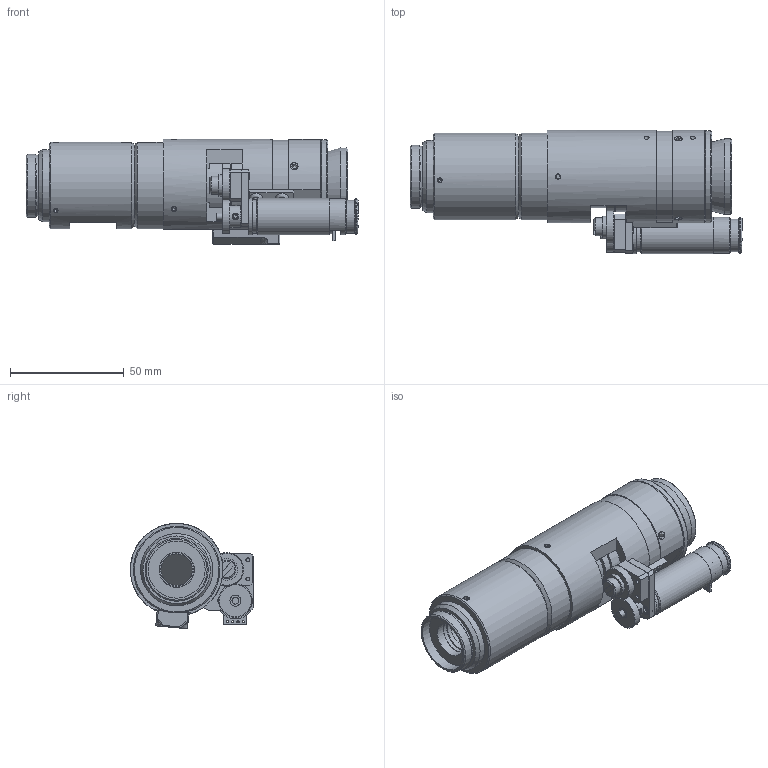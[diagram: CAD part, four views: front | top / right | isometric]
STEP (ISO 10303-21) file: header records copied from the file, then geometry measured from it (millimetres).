
FILE_DESCRIPTION((''),'2;1');
FILE_NAME('62638_0.stp','2009-01-09T13:28:01',('EVANS'),(''),'Autodesk Inventor 2009','Autodesk Inventor 2009','');
FILE_SCHEMA(('AUTOMOTIVE_DESIGN { 1 0 10303 214 1 1 1 1 }'));
Length unit declared in the file: inch
Products named in the file (40): Assembly5 (LevelofDetail1); 62638 (~1); 7036; 7015; 62327; 7449; 62514-ULTRAFFICX (~1); 60404; 62321; 62322; 62330; 62325; 60403-R; 60398; 7040; 7326; 7004; 7108; 60399-R; 60400; 7183; 62565; 60976; 62326; 62326-1; DN6848S; ECS-T1CY105R; ECJ-2VF1H104Z; 62804; 61337-R; 61337-R-1; 61337-R-2; 60754; 60756; 60126; 60755; 60753; 6296; 6297; 7001
Assembly tree (55 placements, depth 5):
  Assembly5 (LevelofDetail1)
    62638 (~1)
      7036  x2
      7015
      62327
      7449  x3
      62514-ULTRAFFICX (~1)
        60404
        62321
        62322
          62330
          62325  x2
          60403-R
        60398
        7036  x3
        7040  x4
        7326  x2
        7004
        7108  x3
        60399-R
        60400
        7183
      62565
        60976
        62326
          62326-1
          DN6848S  x2
          ECS-T1CY105R
          ECJ-2VF1H104Z
        62804
      61337-R
        61337-R-1
        61337-R-2
      60754
        60756
        60126
      60755
      60753
      6296
      6297
      7001  x3
Bounding box: 145.77 x 54.1 x 46.17 mm (x, y, z)
Volume: 92482.6 mm3; surface area: 64657.3 mm2
Topology: 48 solids, 51 shells, 1432 faces, 3558 edges, 2340 vertices
Faces by surface type: plane 913, bspline 253, cylinder 168, cone 90, sphere 8
Full cylindrical faces by diameter (mm): 1.016 x4, 2.159 x8, 2.184 x16, 2.845 x15, 2.997 x2, 3.302 x3, 3.556 x5, 4.166 x4, 4.267 x3, 4.75 x1, 4.757 x2, 4.78 x1, 6.35 x1, 7.01 x2, 7.938 x1, 9.525 x2, 10.109 x1, 10.16 x1, 13.868 x1, 13.97 x3, 14.11 x1, 14.122 x1, 14.351 x1, 14.503 x1, 14.808 x2, 14.986 x1, 15.011 x2, 15.037 x1, 15.494 x1, 15.824 x1
Entity records: 39621 total; most frequent: CARTESIAN_POINT 12507, ORIENTED_EDGE 5298, DIRECTION 4614, EDGE_CURVE 2652, VERTEX_POINT 1874, VECTOR 1766, LINE 1766, EDGE_LOOP 1600
